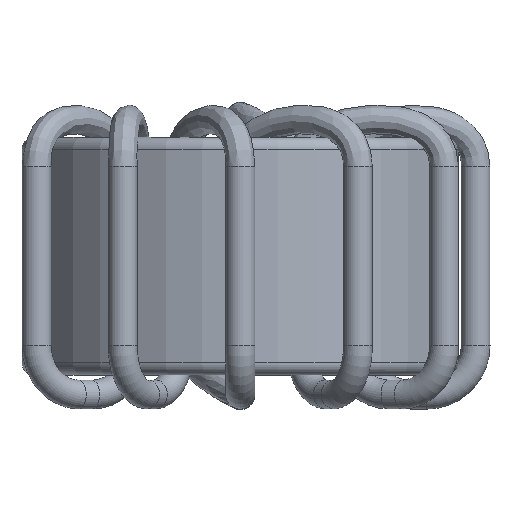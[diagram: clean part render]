
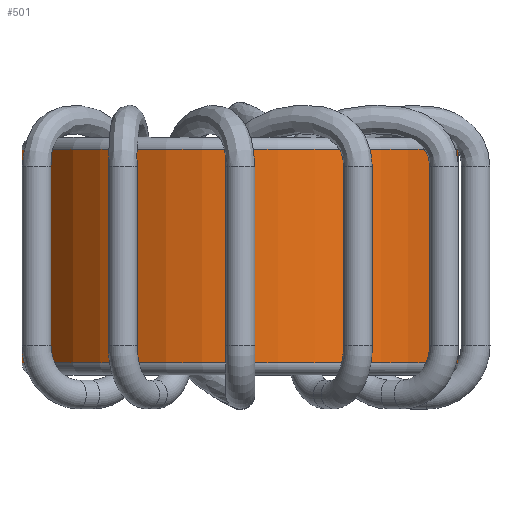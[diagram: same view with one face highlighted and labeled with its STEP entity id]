
A CAD part, top view. The second image highlights one B-rep face of the part: STEP entity #501.
In plain terms, the highlighted cylindrical face has radius 9.1 mm (diameter 18.2 mm), a full revolution.
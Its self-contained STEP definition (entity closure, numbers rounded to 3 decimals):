
#48=ORIENTED_EDGE('',*,*,#144,.T.);
#49=ORIENTED_EDGE('',*,*,#145,.T.);
#144=EDGE_CURVE('',#192,#192,#240,.T.);
#145=EDGE_CURVE('',#193,#193,#241,.F.);
#192=VERTEX_POINT('',#1126);
#193=VERTEX_POINT('',#1128);
#240=CIRCLE('',#855,9.1);
#241=CIRCLE('',#856,9.1);
#288=EDGE_LOOP('',(#48));
#289=EDGE_LOOP('',(#49));
#384=FACE_BOUND('',#288,.T.);
#385=FACE_BOUND('',#289,.T.);
#480=CYLINDRICAL_SURFACE('',#854,9.1);
#501=ADVANCED_FACE('',(#384,#385),#480,.T.);
#854=AXIS2_PLACEMENT_3D('',#1124,#945,#946);
#855=AXIS2_PLACEMENT_3D('',#1125,#947,#948);
#856=AXIS2_PLACEMENT_3D('',#1127,#949,#950);
#945=DIRECTION('',(0.,-1.,0.));
#946=DIRECTION('',(0.,0.,-1.));
#947=DIRECTION('',(0.,-1.,0.));
#948=DIRECTION('',(0.,0.,-1.));
#949=DIRECTION('',(0.,-1.,0.));
#950=DIRECTION('',(0.,0.,-1.));
#1124=CARTESIAN_POINT('',(0.,4.95,0.));
#1125=CARTESIAN_POINT('',(0.,4.45,0.));
#1126=CARTESIAN_POINT('',(0.,4.45,-9.1));
#1127=CARTESIAN_POINT('',(0.,-4.45,0.));
#1128=CARTESIAN_POINT('',(0.,-4.45,-9.1));
